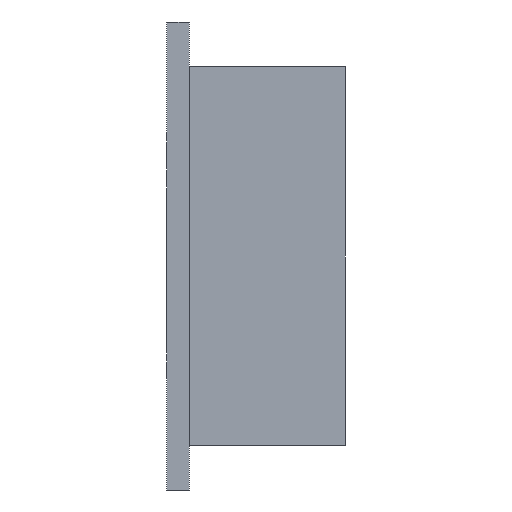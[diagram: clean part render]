
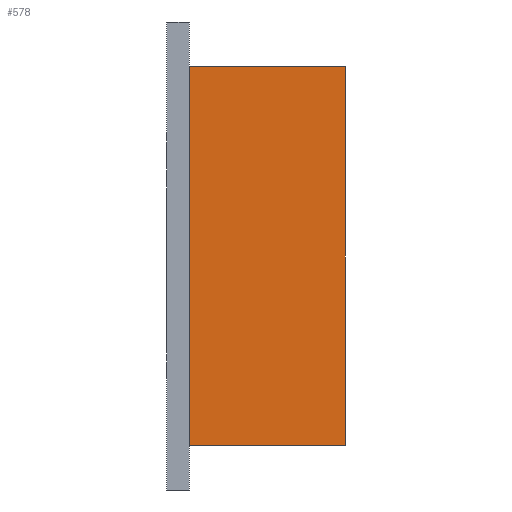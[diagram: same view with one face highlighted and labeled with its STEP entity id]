
A CAD part, left-side view. The second image highlights one B-rep face of the part: STEP entity #578.
In plain terms, the highlighted planar face has unit normal (-1, 0, 0).
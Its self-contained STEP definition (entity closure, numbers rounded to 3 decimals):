
#25 = EDGE_LOOP ( 'NONE', ( #856, #572, #438, #55 ) ) ;
#53 = VECTOR ( 'NONE', #801, 1000. ) ;
#55 = ORIENTED_EDGE ( 'NONE', *, *, #645, .T. ) ;
#65 = DIRECTION ( 'NONE',  ( 1., 0., 0. ) ) ;
#85 = VECTOR ( 'NONE', #796, 1000. ) ;
#132 = DIRECTION ( 'NONE',  ( 0., 0., -1. ) ) ;
#152 = LINE ( 'NONE', #236, #1033 ) ;
#154 = CARTESIAN_POINT ( 'NONE',  ( -133., 14., 17. ) ) ;
#166 = EDGE_CURVE ( 'NONE', #962, #181, #152, .T. ) ;
#181 = VERTEX_POINT ( 'NONE', #723 ) ;
#185 = EDGE_CURVE ( 'NONE', #303, #962, #945, .T. ) ;
#236 = CARTESIAN_POINT ( 'NONE',  ( -133., 14., 17. ) ) ;
#303 = VERTEX_POINT ( 'NONE', #599 ) ;
#348 = DIRECTION ( 'NONE',  ( 0., -1., 0. ) ) ;
#364 = LINE ( 'NONE', #582, #387 ) ;
#369 = CARTESIAN_POINT ( 'NONE',  ( -133., 14., -17. ) ) ;
#387 = VECTOR ( 'NONE', #348, 1000. ) ;
#438 = ORIENTED_EDGE ( 'NONE', *, *, #185, .F. ) ;
#537 = PLANE ( 'NONE',  #887 ) ;
#572 = ORIENTED_EDGE ( 'NONE', *, *, #166, .F. ) ;
#578 = ADVANCED_FACE ( 'NONE', ( #705 ), #537, .F. ) ;
#582 = CARTESIAN_POINT ( 'NONE',  ( -133., 14., -17. ) ) ;
#599 = CARTESIAN_POINT ( 'NONE',  ( -133., 14., -17. ) ) ;
#622 = DIRECTION ( 'NONE',  ( 0., -1., 0. ) ) ;
#645 = EDGE_CURVE ( 'NONE', #303, #702, #364, .T. ) ;
#702 = VERTEX_POINT ( 'NONE', #984 ) ;
#705 = FACE_OUTER_BOUND ( 'NONE', #25, .T. ) ;
#723 = CARTESIAN_POINT ( 'NONE',  ( -133., 0., 17. ) ) ;
#724 = LINE ( 'NONE', #974, #53 ) ;
#796 = DIRECTION ( 'NONE',  ( 0., 0., 1. ) ) ;
#801 = DIRECTION ( 'NONE',  ( 0., 0., 1. ) ) ;
#856 = ORIENTED_EDGE ( 'NONE', *, *, #1020, .T. ) ;
#880 = CARTESIAN_POINT ( 'NONE',  ( -133., 14., -17. ) ) ;
#887 = AXIS2_PLACEMENT_3D ( 'NONE', #369, #65, #132 ) ;
#945 = LINE ( 'NONE', #880, #85 ) ;
#962 = VERTEX_POINT ( 'NONE', #154 ) ;
#974 = CARTESIAN_POINT ( 'NONE',  ( -133., 0., -17. ) ) ;
#984 = CARTESIAN_POINT ( 'NONE',  ( -133., 0., -17. ) ) ;
#1020 = EDGE_CURVE ( 'NONE', #702, #181, #724, .T. ) ;
#1033 = VECTOR ( 'NONE', #622, 1000. ) ;
